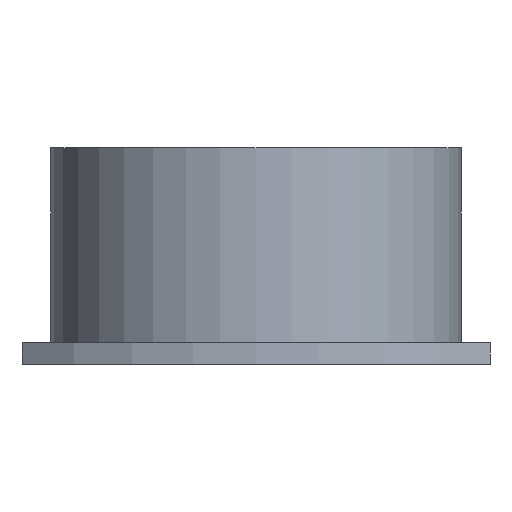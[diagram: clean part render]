
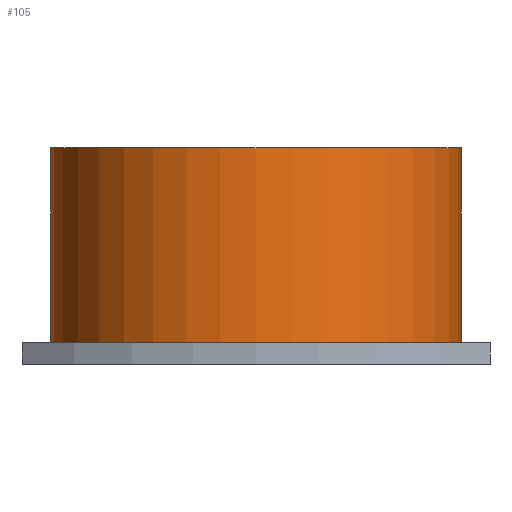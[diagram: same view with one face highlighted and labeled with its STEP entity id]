
A CAD part, left-side view. The second image highlights one B-rep face of the part: STEP entity #105.
In plain terms, the highlighted cylindrical face has radius 23.7 mm (diameter 47.4 mm), a full revolution.
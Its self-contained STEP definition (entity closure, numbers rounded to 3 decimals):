
#105=ADVANCED_FACE('',(#144,#145),#123,.T.);
#123=CYLINDRICAL_SURFACE('',#416,23.7);
#144=FACE_BOUND('',#184,.T.);
#145=FACE_BOUND('',#185,.T.);
#184=EDGE_LOOP('',(#249));
#185=EDGE_LOOP('',(#250));
#249=ORIENTED_EDGE('',*,*,#349,.F.);
#250=ORIENTED_EDGE('',*,*,#348,.T.);
#312=VERTEX_POINT('',#607);
#313=VERTEX_POINT('',#610);
#348=EDGE_CURVE('',#312,#312,#378,.T.);
#349=EDGE_CURVE('',#313,#313,#379,.T.);
#378=CIRCLE('',#413,23.7);
#379=CIRCLE('',#415,23.7);
#413=AXIS2_PLACEMENT_3D('',#606,#501,#502);
#415=AXIS2_PLACEMENT_3D('',#609,#505,#506);
#416=AXIS2_PLACEMENT_3D('',#611,#507,#508);
#501=DIRECTION('',(0.,0.,1.));
#502=DIRECTION('',(1.,0.,0.));
#505=DIRECTION('',(0.,0.,1.));
#506=DIRECTION('',(1.,0.,0.));
#507=DIRECTION('',(0.,0.,-1.));
#508=DIRECTION('',(-1.,0.,0.));
#606=CARTESIAN_POINT('',(0.,0.,0.));
#607=CARTESIAN_POINT('',(23.7,0.,0.));
#609=CARTESIAN_POINT('',(0.,0.,22.5));
#610=CARTESIAN_POINT('',(23.7,0.,22.5));
#611=CARTESIAN_POINT('',(0.,0.,22.5));
